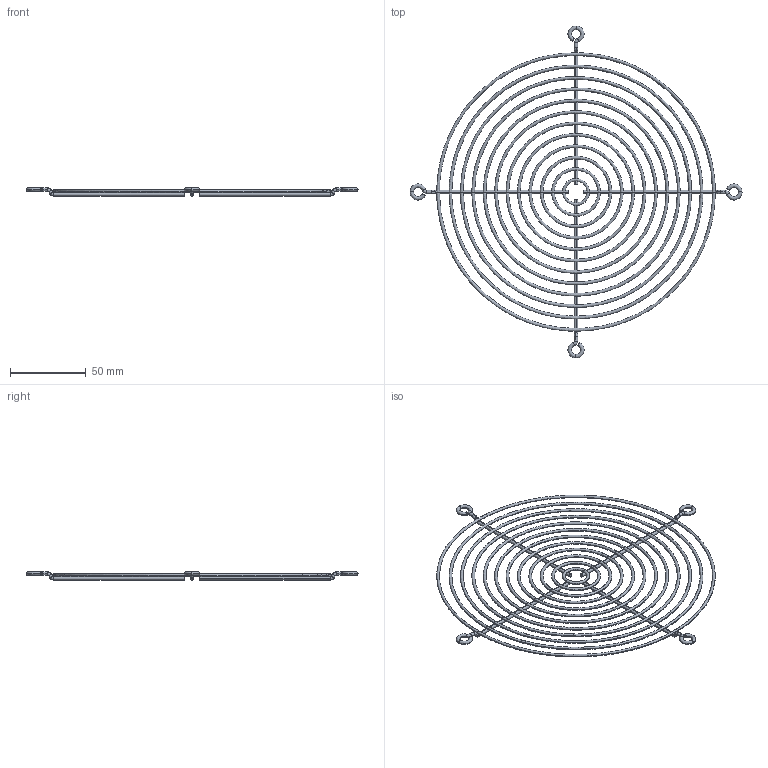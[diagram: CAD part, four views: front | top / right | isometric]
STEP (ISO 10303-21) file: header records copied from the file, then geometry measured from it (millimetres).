
FILE_DESCRIPTION (( 'STEP AP203' ), '1' );
FILE_NAME ('G200-12.stp', '2022-06-01T21:38:47', ( '' ), ( '' ), 'SwSTEP 2.0', 'SolidWorks 2018', '' );
FILE_SCHEMA (( 'CONFIG_CONTROL_DESIGN' ));
Length unit declared in the file: millimetre
Products named in the file (1): G200-12
Bounding box: 218.48 x 218.48 x 5.41 mm (x, y, z)
Volume: 11406.4 mm3; surface area: 24396.3 mm2
Topology: 16 solids, 16 shells, 125 faces, 387 edges, 270 vertices
Faces by surface type: bspline 88, cylinder 29, plane 8
Entity records: 6889 total; most frequent: CARTESIAN_POINT 4694, ORIENTED_EDGE 774, EDGE_CURVE 387, VERTEX_POINT 270, FACE_OUTER_BOUND 125, ADVANCED_FACE 125, EDGE_LOOP 125, DIRECTION 94
